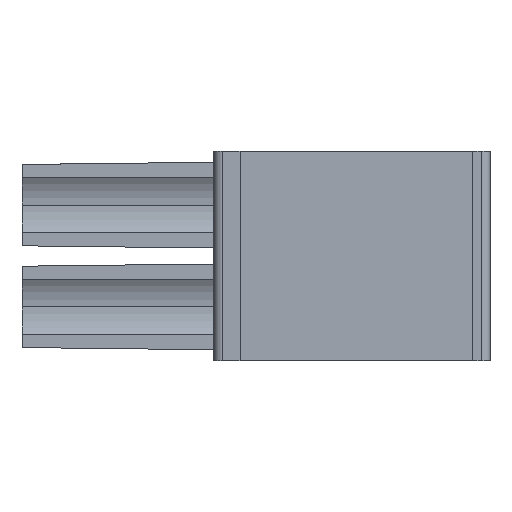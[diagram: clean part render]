
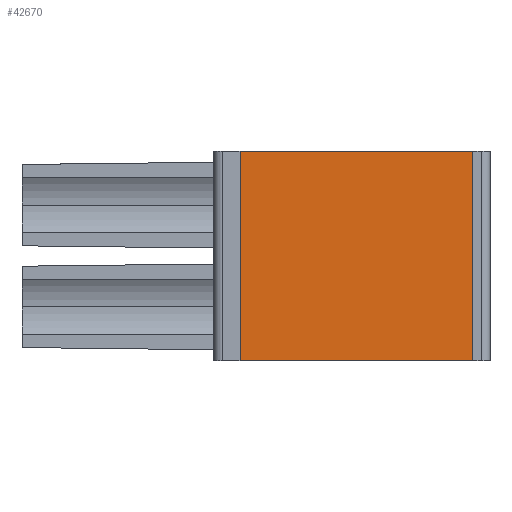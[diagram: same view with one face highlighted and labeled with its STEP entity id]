
A CAD part, front view. The second image highlights one B-rep face of the part: STEP entity #42670.
In plain terms, the highlighted planar face has unit normal (0, -1, 0).
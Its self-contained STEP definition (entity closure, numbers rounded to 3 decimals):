
#24030=CARTESIAN_POINT('',(50.611,29.382
   ,77.405));
#24040=VERTEX_POINT('',#24030);
#24070=CARTESIAN_POINT('',(47.956,29.382
   ,77.405));
#24080=DIRECTION('',(-1.,0.,
   0.));
#24090=VECTOR('',#24080,1.);
#24100=LINE('',#24070,#24090);
#24110=CARTESIAN_POINT('',(42.611,29.382
   ,77.405));
#24120=VERTEX_POINT('',#24110);
#24130=EDGE_CURVE('',#24040,#24120,#24100,.T.);
#42370=CARTESIAN_POINT('',(42.611,29.382
   ,75.555));
#42380=DIRECTION('',(0.,-1.,
   0.));
#42390=DIRECTION('',(-1.,0.,
   0.));
#42400=AXIS2_PLACEMENT_3D('',#42370,#42380,#42390);
#42410=PLANE('',#42400);
#42420=ORIENTED_EDGE('',*,*,#24130,.T.);
#42430=CARTESIAN_POINT('',(50.611,29.382
   ,75.555));
#42440=DIRECTION('',(0.,0.,
   1.));
#42450=VECTOR('',#42440,1.);
#42460=LINE('',#42430,#42450);
#42470=CARTESIAN_POINT('',(50.611,29.382
   ,70.205));
#42480=VERTEX_POINT('',#42470);
#42490=EDGE_CURVE('',#42480,#24040,#42460,.T.);
#42500=ORIENTED_EDGE('',*,*,#42490,.T.);
#42510=CARTESIAN_POINT('',(47.956,29.382
   ,70.205));
#42520=DIRECTION('',(-1.,0.,
   0.));
#42530=VECTOR('',#42520,1.);
#42540=LINE('',#42510,#42530);
#42550=CARTESIAN_POINT('',(42.611,29.382
   ,70.205));
#42560=VERTEX_POINT('',#42550);
#42570=EDGE_CURVE('',#42480,#42560,#42540,.T.);
#42580=ORIENTED_EDGE('',*,*,#42570,.F.);
#42590=CARTESIAN_POINT('',(42.611,29.382
   ,75.555));
#42600=DIRECTION('',(0.,0.,
   1.));
#42610=VECTOR('',#42600,1.);
#42620=LINE('',#42590,#42610);
#42630=EDGE_CURVE('',#42560,#24120,#42620,.T.);
#42640=ORIENTED_EDGE('',*,*,#42630,.F.);
#42650=EDGE_LOOP('',(#42640,#42580,#42500,#42420));
#42660=FACE_OUTER_BOUND('',#42650,.T.);
#42670=ADVANCED_FACE('',(#42660),#42410,.T.);
